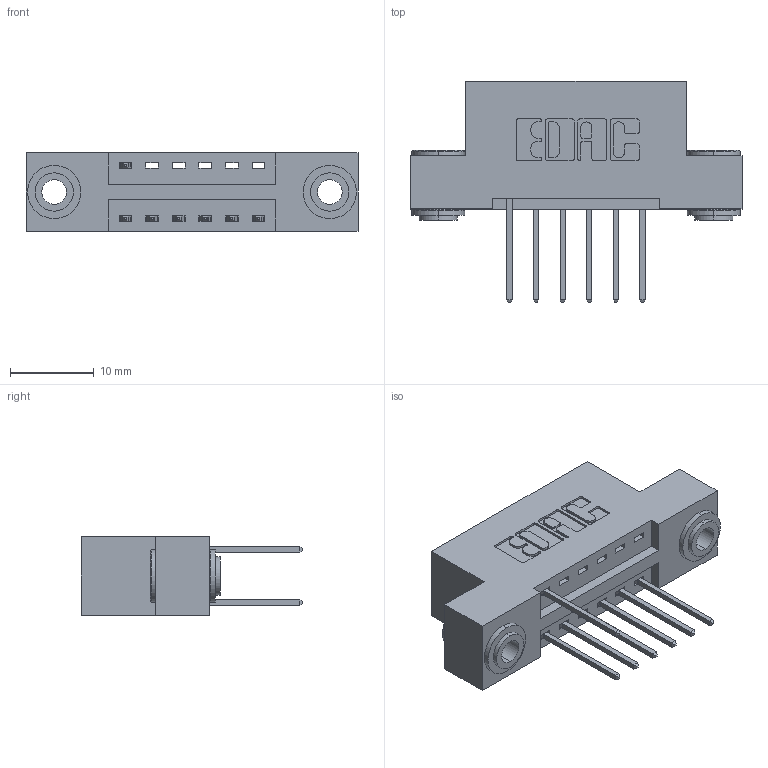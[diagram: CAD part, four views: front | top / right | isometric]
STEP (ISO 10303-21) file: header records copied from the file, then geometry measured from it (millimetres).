
FILE_DESCRIPTION (( 'STEP AP203' ), '1' );
FILE_NAME ('346-012-522-203.STEP', '2018-08-19T22:07:20', ( '' ), ( '' ), 'SwSTEP 2.0', 'SolidWorks 2016', '' );
FILE_SCHEMA (( 'CONFIG_CONTROL_DESIGN' ));
Length unit declared in the file: inch
Products named in the file (4): 346 Part_Flush Mounting Lugs - 0.156 Dia-TH; 345-292-001_345-293-122; 345-250-002_345-250-002-102; 346-012-522-203
Assembly tree (10 placements, depth 2):
  346-012-522-203
    346 Part_Flush Mounting Lugs - 0.156 Dia-TH
    345-292-001_345-293-122  x7
    345-250-002_345-250-002-102  x2
Bounding box: 39.62 x 26.42 x 9.4 mm (x, y, z)
Volume: 3576.6 mm3; surface area: 4388.2 mm2
Topology: 10 solids, 10 shells, 554 faces, 1595 edges, 1050 vertices
Faces by surface type: plane 356, cylinder 190, cone 8
Entity records: 9270 total; most frequent: CARTESIAN_POINT 1574, ORIENTED_EDGE 1506, DIRECTION 1465, EDGE_CURVE 753, LINE 573, VECTOR 573, VERTEX_POINT 498, AXIS2_PLACEMENT_3D 446
